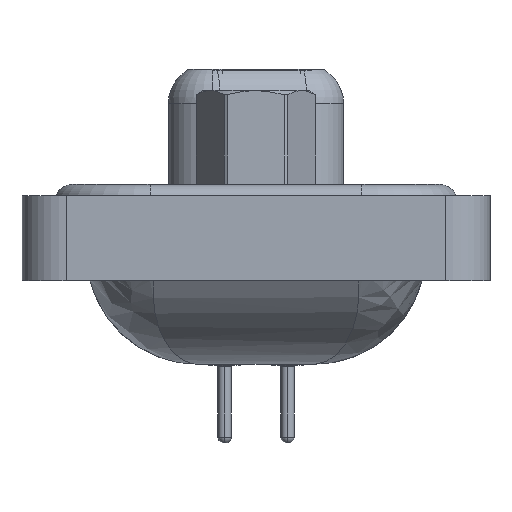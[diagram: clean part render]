
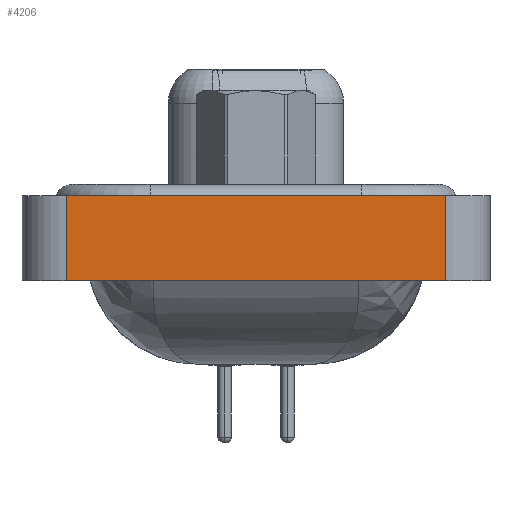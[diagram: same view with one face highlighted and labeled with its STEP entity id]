
A CAD part, left-side view. The second image highlights one B-rep face of the part: STEP entity #4206.
In plain terms, the highlighted planar face has unit normal (-1, 0, 0).
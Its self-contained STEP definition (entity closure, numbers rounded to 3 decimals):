
#16 = EDGE_CURVE ( 'NONE', #9014, #2485, #18400, .T. ) ;
#132 = LINE ( 'NONE', #9480, #2029 ) ;
#241 = ORIENTED_EDGE ( 'NONE', *, *, #2421, .F. ) ;
#992 = DIRECTION ( 'NONE',  ( 0., 0., 1. ) ) ;
#2029 = VECTOR ( 'NONE', #22295, 1000. ) ;
#2096 = CARTESIAN_POINT ( 'NONE',  ( -7.35, -8.55, -3.35 ) ) ;
#2421 = EDGE_CURVE ( 'NONE', #23691, #11173, #132, .T. ) ;
#2485 = VERTEX_POINT ( 'NONE', #2096 ) ;
#3176 = AXIS2_PLACEMENT_3D ( 'NONE', #12172, #13783, #992 ) ;
#3471 = LINE ( 'NONE', #9375, #21093 ) ;
#3602 = DIRECTION ( 'NONE',  ( 0., 0., 1. ) ) ;
#4206 = ADVANCED_FACE ( 'NONE', ( #6270 ), #17596, .T. ) ;
#6105 = ORIENTED_EDGE ( 'NONE', *, *, #6289, .T. ) ;
#6270 = FACE_OUTER_BOUND ( 'NONE', #15021, .T. ) ;
#6289 = EDGE_CURVE ( 'NONE', #2485, #11173, #17007, .T. ) ;
#6716 = DIRECTION ( 'NONE',  ( 0., -1., 0. ) ) ;
#6838 = CARTESIAN_POINT ( 'NONE',  ( -7.35, -8.55, -3.35 ) ) ;
#7319 = ORIENTED_EDGE ( 'NONE', *, *, #16, .T. ) ;
#9014 = VERTEX_POINT ( 'NONE', #16560 ) ;
#9375 = CARTESIAN_POINT ( 'NONE',  ( -7.35, 8.55, -3.35 ) ) ;
#9480 = CARTESIAN_POINT ( 'NONE',  ( -7.35, -8.55, 0.5 ) ) ;
#10101 = VECTOR ( 'NONE', #6716, 1000. ) ;
#11173 = VERTEX_POINT ( 'NONE', #23301 ) ;
#11363 = EDGE_CURVE ( 'NONE', #9014, #23691, #3471, .T. ) ;
#12172 = CARTESIAN_POINT ( 'NONE',  ( -7.35, -8.55, -3.35 ) ) ;
#13783 = DIRECTION ( 'NONE',  ( -1., 0., 0. ) ) ;
#15021 = EDGE_LOOP ( 'NONE', ( #6105, #241, #19813, #7319 ) ) ;
#16560 = CARTESIAN_POINT ( 'NONE',  ( -7.35, 8.55, -3.35 ) ) ;
#16869 = DIRECTION ( 'NONE',  ( 0., 0., 1. ) ) ;
#17007 = LINE ( 'NONE', #24161, #17845 ) ;
#17596 = PLANE ( 'NONE',  #3176 ) ;
#17845 = VECTOR ( 'NONE', #3602, 1000. ) ;
#18400 = LINE ( 'NONE', #6838, #10101 ) ;
#19813 = ORIENTED_EDGE ( 'NONE', *, *, #11363, .F. ) ;
#21093 = VECTOR ( 'NONE', #16869, 1000. ) ;
#21751 = CARTESIAN_POINT ( 'NONE',  ( -7.35, 8.55, 0.5 ) ) ;
#22295 = DIRECTION ( 'NONE',  ( 0., -1., 0. ) ) ;
#23301 = CARTESIAN_POINT ( 'NONE',  ( -7.35, -8.55, 0.5 ) ) ;
#23691 = VERTEX_POINT ( 'NONE', #21751 ) ;
#24161 = CARTESIAN_POINT ( 'NONE',  ( -7.35, -8.55, -3.35 ) ) ;
